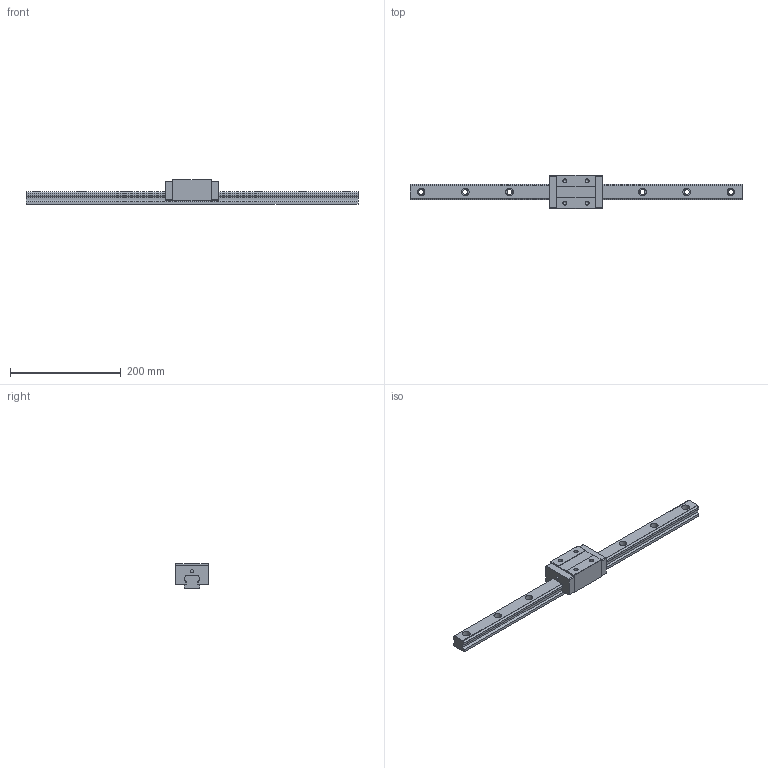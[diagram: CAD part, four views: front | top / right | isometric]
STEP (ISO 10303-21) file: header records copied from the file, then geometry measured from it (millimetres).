
FILE_DESCRIPTION(/* description */ (''),/* implementation_level */ '2;1');
FILE_NAME(/* name */ 'TRH30VN.stp',/* time_stamp */ '2014-05-14T15:47:35+08:00',/* author */ (''),/* organization */ (''),/* preprocessor_version */ 'ST-DEVELOPER v11',/* originating_system */ 'SIEMENS UGS NX 6.0',/* authorisation */ '');
FILE_SCHEMA (('CONFIG_CONTROL_DESIGN'));
Length unit declared in the file: millimetre
Products named in the file (1): darrB108jmrw
Bounding box: 600 x 60 x 45 mm (x, y, z)
Volume: 495729.7 mm3; surface area: 96753.5 mm2
Topology: 2 solids, 2 shells, 124 faces, 318 edges, 208 vertices
Faces by surface type: plane 74, cylinder 42, cone 8
Full cylindrical faces by diameter (mm): 6 x2, 6.75 x4, 9 x8, 14 x8
Entity records: 3592 total; most frequent: DIRECTION 610, CARTESIAN_POINT 593, ORIENTED_EDGE 544, EDGE_CURVE 272, AXIS2_PLACEMENT_3D 213, VERTEX_POINT 196, LINE 184, VECTOR 184
